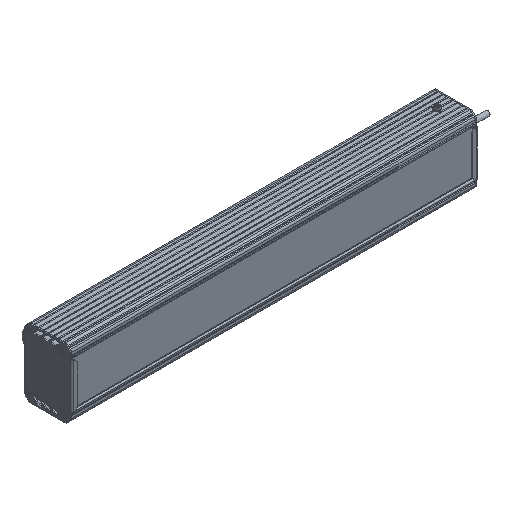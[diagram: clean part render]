
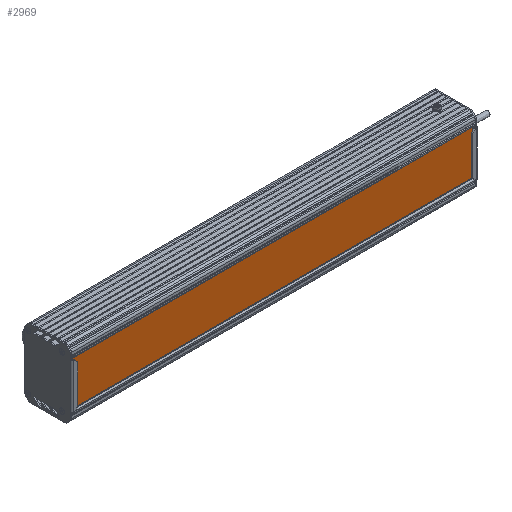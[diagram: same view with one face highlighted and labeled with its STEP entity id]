
A CAD part, isometric view. The second image highlights one B-rep face of the part: STEP entity #2969.
In plain terms, the highlighted face is planar.
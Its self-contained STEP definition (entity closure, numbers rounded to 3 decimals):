
#2969=ADVANCED_FACE('',(#9388),#9390,.T.);
#9388=FACE_BOUND('',#9389,.T.);
#9389=EDGE_LOOP('',(#31632,#31633,#31634,#31635));
#9390=PLANE('',#9391);
#9391=AXIS2_PLACEMENT_3D('',#9392,#9393,#9394);
#9392=CARTESIAN_POINT('',(120.465,593.492,117.308));
#9393=DIRECTION('',(0.,0.,-1.));
#9394=DIRECTION('',(0.,1.,0.));
#31632=ORIENTED_EDGE('',*,*,#35405,.T.);
#31633=ORIENTED_EDGE('',*,*,#35404,.T.);
#31634=ORIENTED_EDGE('',*,*,#35406,.F.);
#31635=ORIENTED_EDGE('',*,*,#35407,.F.);
#35404=EDGE_CURVE('',#38357,#38362,#38364,.T.);
#35405=EDGE_CURVE('',#38365,#38357,#38366,.T.);
#35406=EDGE_CURVE('',#38367,#38362,#38368,.T.);
#35407=EDGE_CURVE('',#38365,#38367,#38369,.T.);
#38357=VERTEX_POINT('',#48108);
#38362=VERTEX_POINT('',#48117);
#38364=LINE('',#48121,#48122);
#38365=VERTEX_POINT('',#48124);
#38366=LINE('',#48125,#48126);
#38367=VERTEX_POINT('',#48128);
#38368=LINE('',#48129,#48130);
#38369=LINE('',#48132,#48133);
#48108=CARTESIAN_POINT('',(120.465,679.838,117.308));
#48117=CARTESIAN_POINT('',(782.465,679.838,117.308));
#48121=CARTESIAN_POINT('',(120.465,679.838,117.308));
#48122=VECTOR('',#48123,1.);
#48123=DIRECTION('',(1.,0.,0.));
#48124=CARTESIAN_POINT('',(120.465,593.492,117.308));
#48125=CARTESIAN_POINT('',(120.465,593.492,117.308));
#48126=VECTOR('',#48127,1.);
#48127=DIRECTION('',(0.,1.,0.));
#48128=CARTESIAN_POINT('',(782.465,593.492,117.308));
#48129=CARTESIAN_POINT('',(782.465,593.492,117.308));
#48130=VECTOR('',#48131,1.);
#48131=DIRECTION('',(0.,1.,0.));
#48132=CARTESIAN_POINT('',(120.465,593.492,117.308));
#48133=VECTOR('',#48134,1.);
#48134=DIRECTION('',(1.,0.,0.));
